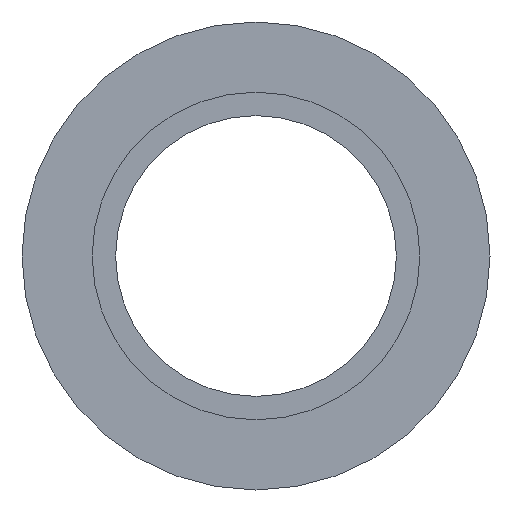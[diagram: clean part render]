
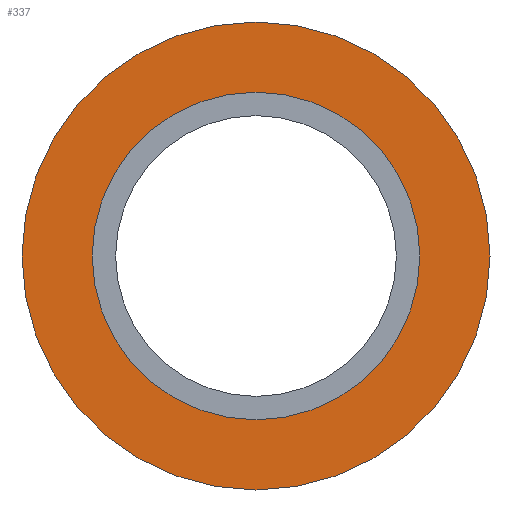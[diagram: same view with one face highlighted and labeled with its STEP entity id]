
A CAD part, left-side view. The second image highlights one B-rep face of the part: STEP entity #337.
In plain terms, the highlighted planar face has unit normal (-1, 0, 0).
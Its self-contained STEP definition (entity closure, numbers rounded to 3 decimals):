
#1 = DIRECTION ( 'NONE',  ( -1., 0., 0. ) ) ;
#12 = EDGE_CURVE ( 'NONE', #325, #165, #180, .T. ) ;
#29 = DIRECTION ( 'NONE',  ( 0., 0., 1. ) ) ;
#33 = DIRECTION ( 'NONE',  ( 0., 0., 1. ) ) ;
#37 = EDGE_LOOP ( 'NONE', ( #77, #287 ) ) ;
#41 = VERTEX_POINT ( 'NONE', #341 ) ;
#46 = EDGE_CURVE ( 'NONE', #41, #202, #135, .T. ) ;
#59 = CARTESIAN_POINT ( 'NONE',  ( 8., 0., 0. ) ) ;
#62 = PLANE ( 'NONE',  #249 ) ;
#70 = EDGE_LOOP ( 'NONE', ( #321, #134 ) ) ;
#77 = ORIENTED_EDGE ( 'NONE', *, *, #46, .T. ) ;
#79 = DIRECTION ( 'NONE',  ( -1., 0., 0. ) ) ;
#89 = CIRCLE ( 'NONE', #132, 7. ) ;
#92 = CARTESIAN_POINT ( 'NONE',  ( 8., 0., 7. ) ) ;
#101 = DIRECTION ( 'NONE',  ( -1., 0., 0. ) ) ;
#123 = DIRECTION ( 'NONE',  ( 0., 0., 1. ) ) ;
#132 = AXIS2_PLACEMENT_3D ( 'NONE', #59, #182, #29 ) ;
#133 = DIRECTION ( 'NONE',  ( -1., 0., 0. ) ) ;
#134 = ORIENTED_EDGE ( 'NONE', *, *, #12, .F. ) ;
#135 = CIRCLE ( 'NONE', #275, 10. ) ;
#165 = VERTEX_POINT ( 'NONE', #92 ) ;
#180 = CIRCLE ( 'NONE', #305, 7. ) ;
#182 = DIRECTION ( 'NONE',  ( -1., 0., 0. ) ) ;
#202 = VERTEX_POINT ( 'NONE', #307 ) ;
#210 = FACE_BOUND ( 'NONE', #70, .T. ) ;
#230 = EDGE_CURVE ( 'NONE', #165, #325, #89, .T. ) ;
#233 = DIRECTION ( 'NONE',  ( 0., 0., 1. ) ) ;
#236 = DIRECTION ( 'NONE',  ( 0., 0., 1. ) ) ;
#238 = CIRCLE ( 'NONE', #239, 10. ) ;
#239 = AXIS2_PLACEMENT_3D ( 'NONE', #267, #1, #236 ) ;
#245 = FACE_OUTER_BOUND ( 'NONE', #37, .T. ) ;
#248 = EDGE_CURVE ( 'NONE', #202, #41, #238, .T. ) ;
#249 = AXIS2_PLACEMENT_3D ( 'NONE', #270, #133, #33 ) ;
#262 = CARTESIAN_POINT ( 'NONE',  ( 8., 0., 0. ) ) ;
#264 = CARTESIAN_POINT ( 'NONE',  ( 8., 0., 0. ) ) ;
#267 = CARTESIAN_POINT ( 'NONE',  ( 8., 0., 0. ) ) ;
#270 = CARTESIAN_POINT ( 'NONE',  ( 8., -2.347, 0. ) ) ;
#272 = CARTESIAN_POINT ( 'NONE',  ( 8., 0., -7. ) ) ;
#275 = AXIS2_PLACEMENT_3D ( 'NONE', #262, #79, #233 ) ;
#287 = ORIENTED_EDGE ( 'NONE', *, *, #248, .T. ) ;
#305 = AXIS2_PLACEMENT_3D ( 'NONE', #264, #101, #123 ) ;
#307 = CARTESIAN_POINT ( 'NONE',  ( 8., 0., -10. ) ) ;
#321 = ORIENTED_EDGE ( 'NONE', *, *, #230, .F. ) ;
#325 = VERTEX_POINT ( 'NONE', #272 ) ;
#337 = ADVANCED_FACE ( 'NONE', ( #245, #210 ), #62, .T. ) ;
#341 = CARTESIAN_POINT ( 'NONE',  ( 8., 0., 10. ) ) ;
